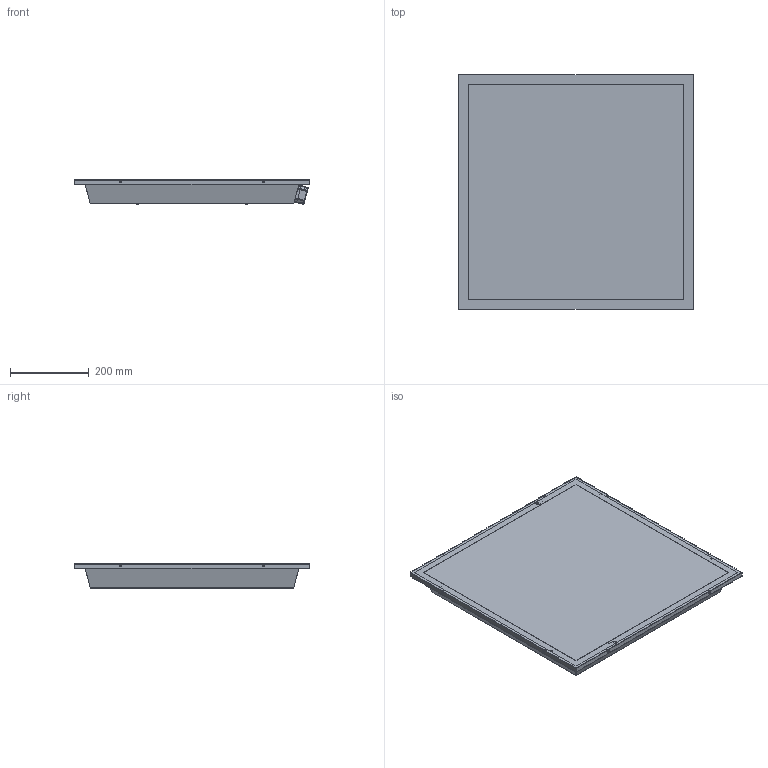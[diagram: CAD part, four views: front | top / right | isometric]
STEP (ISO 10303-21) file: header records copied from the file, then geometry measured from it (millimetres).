
FILE_DESCRIPTION(/* description */ ('Unknown'),/* implementation_level */ '2;1');
FILE_NAME(/* name */ 'IGL60_22(596X596)',/* time_stamp */ '2020-12-07T15:17:11+08:00',/* author */ ('Unknown'),/* organization */ ('Unknown'),/* preprocessor_version */ 'ST-DEVELOPER v16',/* originating_system */ 'DEX',/* authorisation */ $);
FILE_SCHEMA (('AUTOMOTIVE_DESIGN {1 0 10303 214 3 1 1}'));
Products named in the file (9): IGL60_22(596); IGL60_22（596）_主体（EM; ﾗｰﾅ臉; 菁琌; 奻琌; IGL22_596_醱裔_G6; ﾀｩﾉ｢; IGL60_22(596)_ﾁﾏﾒｻｿｨｿﾛ｣ｨﾍ穃QT; IGL60_22(596)_ﾁﾏﾒｻｿｨｿﾛ｣ｨﾄﾚmQT
Assembly tree (14 placements, depth 3):
  IGL60_22(596)
    IGL60_22（596）_主体（EM
    ﾗｰﾅ臉
      菁琌
      奻琌
    IGL22_596_醱裔_G6
    ﾀｩﾉ｢
    IGL60_22(596)_ﾁﾏﾒｻｿｨｿﾛ｣ｨﾍ穃QT  x4
    IGL60_22(596)_ﾁﾏﾒｻｿｨｿﾛ｣ｨﾄﾚmQT  x4
Bounding box: 596 x 596 x 63.29 mm (x, y, z)
Volume: 552262.6 mm3; surface area: 1804782.8 mm2
Topology: 13 solids, 13 shells, 3699 faces, 10261 edges, 6504 vertices
Faces by surface type: plane 1632, cylinder 997, torus 591, bspline 392, cone 63, sphere 24
Full cylindrical faces by diameter (mm): 2.3 x8, 3.04 x44, 3.2 x5, 3.5 x8, 3.7 x48, 5 x6
Entity records: 62171 total; most frequent: CARTESIAN_POINT 26867, ORIENTED_EDGE 7416, DIRECTION 6969, EDGE_CURVE 3708, AXIS2_PLACEMENT_3D 2547, VERTEX_POINT 2432, LINE 1875, VECTOR 1875
